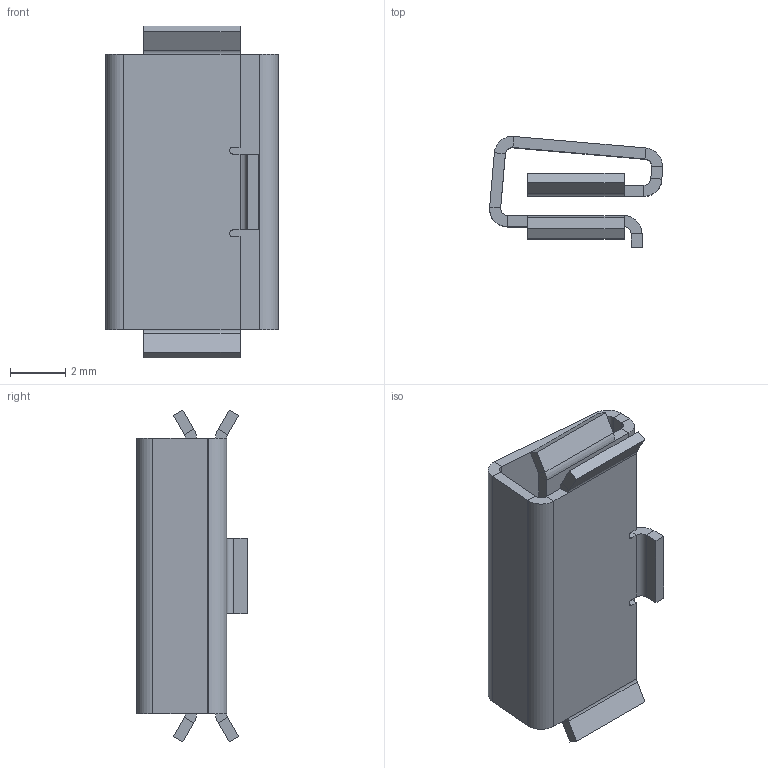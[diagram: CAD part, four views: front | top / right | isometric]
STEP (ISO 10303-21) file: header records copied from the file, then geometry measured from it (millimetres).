
FILE_DESCRIPTION (( 'STEP AP203' ), '1' );
FILE_NAME ('t400-thermo-clip2.STEP', '2015-05-25T10:52:49', ( '' ), ( '' ), 'SwSTEP 2.0', 'SolidWorks 2013', '' );
FILE_SCHEMA (( 'CONFIG_CONTROL_DESIGN' ));
Length unit declared in the file: millimetre
Products named in the file (1): t400-thermo-clip2
Bounding box: 6.27 x 4.02 x 12.03 mm (x, y, z)
Volume: 81.1 mm3; surface area: 433.2 mm2
Topology: 1 solids, 1 shells, 92 faces, 198 edges, 108 vertices
Faces by surface type: plane 70, cylinder 22
Entity records: 2467 total; most frequent: DIRECTION 428, CARTESIAN_POINT 399, ORIENTED_EDGE 396, EDGE_CURVE 198, VECTOR 154, LINE 154, AXIS2_PLACEMENT_3D 137, VERTEX_POINT 108
